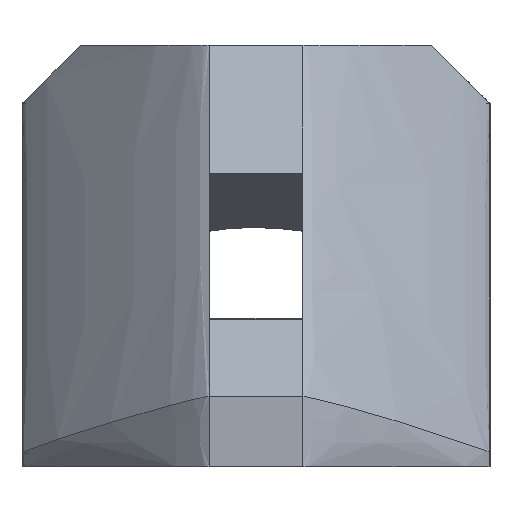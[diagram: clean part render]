
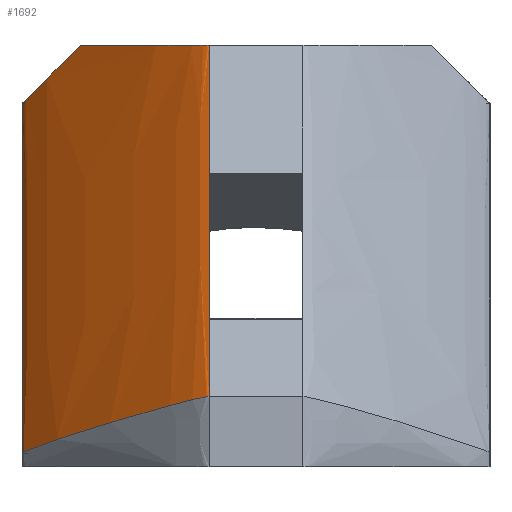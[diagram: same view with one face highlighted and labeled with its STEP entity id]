
A CAD part, left-side view. The second image highlights one B-rep face of the part: STEP entity #1692.
In plain terms, the highlighted free-form (B-spline) face has degree [3, 3] with [10, 4] control points.
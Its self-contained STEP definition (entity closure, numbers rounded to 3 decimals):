
#169=B_SPLINE_SURFACE_WITH_KNOTS('',3,3,((#3815,#3816,#3817,#3818),(#3819,
#3820,#3821,#3822),(#3823,#3824,#3825,#3826),(#3827,#3828,#3829,#3830),
(#3831,#3832,#3833,#3834),(#3835,#3836,#3837,#3838),(#3839,#3840,#3841,
#3842),(#3843,#3844,#3845,#3846),(#3847,#3848,#3849,#3850),(#3851,#3852,
#3853,#3854)),.UNSPECIFIED.,.F.,.F.,.F.,(4,1,1,1,1,1,1,4),(4,4),(0.,0.143,
0.286,0.429,0.571,0.714,
0.857,1.),(-3.977,0.295),
 .UNSPECIFIED.);
#243=FACE_OUTER_BOUND('',#369,.T.);
#369=EDGE_LOOP('',(#1414,#1415,#1416,#1417,#1418));
#428=B_SPLINE_CURVE_WITH_KNOTS('',3,(#2635,#2636,#2637,#2638,#2639,#2640,
#2641,#2642,#2643,#2644,#2645,#2646),.UNSPECIFIED.,.F.,.F.,(4,2,2,2,2,4),
(0.,0.006,0.023,0.097,0.684,
0.694),.UNSPECIFIED.);
#440=B_SPLINE_CURVE_WITH_KNOTS('',3,(#3598,#3599,#3600,#3601),
 .UNSPECIFIED.,.F.,.F.,(4,4),(-0.094,3.493),
 .UNSPECIFIED.);
#444=B_SPLINE_CURVE_WITH_KNOTS('',3,(#3720,#3721,#3722,#3723,#3724,#3725,
#3726,#3727,#3728,#3729,#3730,#3731),.UNSPECIFIED.,.F.,.F.,(4,2,2,2,2,4),
(-0.655,-0.231,-0.058,-0.021,
-0.007,0.),.UNSPECIFIED.);
#449=B_SPLINE_CURVE_WITH_KNOTS('',3,(#3855,#3856,#3857,#3858,#3859,#3860,
#3861,#3862,#3863,#3864,#3865,#3866,#3867,#3868,#3869,#3870,#3871,#3872,
#3873,#3874),.UNSPECIFIED.,.F.,.F.,(4,2,2,2,2,2,2,2,2,4),(0.,
0.,0.014,0.033,0.107,0.372,
0.962,1.06,1.078,1.084),
 .UNSPECIFIED.);
#462=LINE('',#2354,#583);
#583=VECTOR('',#1909,10.);
#713=VERTEX_POINT('',#2351);
#714=VERTEX_POINT('',#2353);
#757=VERTEX_POINT('',#2633);
#806=VERTEX_POINT('',#3585);
#808=VERTEX_POINT('',#3597);
#866=EDGE_CURVE('',#714,#713,#462,.F.);
#918=EDGE_CURVE('',#713,#757,#428,.T.);
#995=EDGE_CURVE('',#808,#806,#440,.T.);
#1040=EDGE_CURVE('',#757,#808,#444,.T.);
#1045=EDGE_CURVE('',#806,#714,#449,.T.);
#1414=ORIENTED_EDGE('',*,*,#866,.T.);
#1415=ORIENTED_EDGE('',*,*,#918,.T.);
#1416=ORIENTED_EDGE('',*,*,#1040,.T.);
#1417=ORIENTED_EDGE('',*,*,#995,.T.);
#1418=ORIENTED_EDGE('',*,*,#1045,.T.);
#1692=ADVANCED_FACE('',(#243),#169,.T.);
#1909=DIRECTION('',(-0.555,0.,-0.832));
#2351=CARTESIAN_POINT('',(-84.4,4.,4.));
#2353=CARTESIAN_POINT('',(-104.4,4.,-26.));
#2354=CARTESIAN_POINT('',(-88.853,4.,-2.679));
#2633=CARTESIAN_POINT('',(-72.381,15.,4.));
#2635=CARTESIAN_POINT('Ctrl Pts',(-84.4,4.,4.));
#2636=CARTESIAN_POINT('Ctrl Pts',(-84.4,4.02,4.));
#2637=CARTESIAN_POINT('Ctrl Pts',(-84.395,4.042,4.));
#2638=CARTESIAN_POINT('Ctrl Pts',(-84.373,4.115,4.));
#2639=CARTESIAN_POINT('Ctrl Pts',(-84.341,4.176,4.));
#2640=CARTESIAN_POINT('Ctrl Pts',(-84.162,4.476,4.));
#2641=CARTESIAN_POINT('Ctrl Pts',(-83.869,4.814,4.));
#2642=CARTESIAN_POINT('Ctrl Pts',(-81.831,7.061,4.));
#2643=CARTESIAN_POINT('Ctrl Pts',(-77.158,11.192,4.));
#2644=CARTESIAN_POINT('Ctrl Pts',(-72.534,14.878,4.));
#2645=CARTESIAN_POINT('Ctrl Pts',(-72.458,14.939,4.));
#2646=CARTESIAN_POINT('Ctrl Pts',(-72.381,15.,4.));
#3585=CARTESIAN_POINT('',(-88.4,20.,-30.844));
#3597=CARTESIAN_POINT('',(-68.504,20.,-1.));
#3598=CARTESIAN_POINT('Ctrl Pts',(-68.504,20.,-1.));
#3599=CARTESIAN_POINT('Ctrl Pts',(-75.136,20.,-10.948));
#3600=CARTESIAN_POINT('Ctrl Pts',(-81.768,20.,-20.896));
#3601=CARTESIAN_POINT('Ctrl Pts',(-88.4,20.,-30.844));
#3720=CARTESIAN_POINT('Ctrl Pts',(-72.381,15.,4.));
#3721=CARTESIAN_POINT('Ctrl Pts',(-71.726,16.107,2.893));
#3722=CARTESIAN_POINT('Ctrl Pts',(-70.954,17.328,1.672));
#3723=CARTESIAN_POINT('Ctrl Pts',(-69.903,18.742,0.258));
#3724=CARTESIAN_POINT('Ctrl Pts',(-69.407,19.377,-0.377));
#3725=CARTESIAN_POINT('Ctrl Pts',(-68.899,19.812,-0.812));
#3726=CARTESIAN_POINT('Ctrl Pts',(-68.795,19.892,-0.892));
#3727=CARTESIAN_POINT('Ctrl Pts',(-68.658,19.962,-0.962));
#3728=CARTESIAN_POINT('Ctrl Pts',(-68.616,19.98,-0.98));
#3729=CARTESIAN_POINT('Ctrl Pts',(-68.551,19.996,-0.996));
#3730=CARTESIAN_POINT('Ctrl Pts',(-68.527,20.,-1.));
#3731=CARTESIAN_POINT('Ctrl Pts',(-68.504,20.,-1.));
#3815=CARTESIAN_POINT('Ctrl Pts',(-91.087,20.,-34.875));
#3816=CARTESIAN_POINT('Ctrl Pts',(-83.188,20.,-23.026));
#3817=CARTESIAN_POINT('Ctrl Pts',(-75.289,20.,-11.177));
#3818=CARTESIAN_POINT('Ctrl Pts',(-67.389,20.,0.672));
#3819=CARTESIAN_POINT('Ctrl Pts',(-91.177,20.,-34.815));
#3820=CARTESIAN_POINT('Ctrl Pts',(-83.278,20.,-22.966));
#3821=CARTESIAN_POINT('Ctrl Pts',(-75.378,20.,-11.117));
#3822=CARTESIAN_POINT('Ctrl Pts',(-67.479,20.,0.732));
#3823=CARTESIAN_POINT('Ctrl Pts',(-91.555,19.788,-34.563));
#3824=CARTESIAN_POINT('Ctrl Pts',(-83.656,19.788,-22.714));
#3825=CARTESIAN_POINT('Ctrl Pts',(-75.757,19.788,-10.865));
#3826=CARTESIAN_POINT('Ctrl Pts',(-67.857,19.788,0.984));
#3827=CARTESIAN_POINT('Ctrl Pts',(-93.215,18.204,-33.457));
#3828=CARTESIAN_POINT('Ctrl Pts',(-85.316,18.204,-21.608));
#3829=CARTESIAN_POINT('Ctrl Pts',(-77.416,18.204,-9.759));
#3830=CARTESIAN_POINT('Ctrl Pts',(-69.517,18.204,2.09));
#3831=CARTESIAN_POINT('Ctrl Pts',(-96.311,14.791,-31.393));
#3832=CARTESIAN_POINT('Ctrl Pts',(-88.411,14.791,-19.544));
#3833=CARTESIAN_POINT('Ctrl Pts',(-80.512,14.791,-7.695));
#3834=CARTESIAN_POINT('Ctrl Pts',(-72.613,14.791,4.154));
#3835=CARTESIAN_POINT('Ctrl Pts',(-100.071,10.272,-28.886));
#3836=CARTESIAN_POINT('Ctrl Pts',(-92.171,10.272,-17.037));
#3837=CARTESIAN_POINT('Ctrl Pts',(-84.272,10.272,-5.188));
#3838=CARTESIAN_POINT('Ctrl Pts',(-76.373,10.272,6.661));
#3839=CARTESIAN_POINT('Ctrl Pts',(-102.902,6.561,-26.999));
#3840=CARTESIAN_POINT('Ctrl Pts',(-95.003,6.561,-15.15));
#3841=CARTESIAN_POINT('Ctrl Pts',(-87.103,6.561,-3.301));
#3842=CARTESIAN_POINT('Ctrl Pts',(-79.204,6.561,8.548));
#3843=CARTESIAN_POINT('Ctrl Pts',(-104.223,4.564,-26.118));
#3844=CARTESIAN_POINT('Ctrl Pts',(-96.324,4.564,-14.269));
#3845=CARTESIAN_POINT('Ctrl Pts',(-88.424,4.564,-2.42));
#3846=CARTESIAN_POINT('Ctrl Pts',(-80.525,4.564,9.429));
#3847=CARTESIAN_POINT('Ctrl Pts',(-104.4,4.108,-26.));
#3848=CARTESIAN_POINT('Ctrl Pts',(-96.501,4.108,-14.151));
#3849=CARTESIAN_POINT('Ctrl Pts',(-88.601,4.108,-2.302));
#3850=CARTESIAN_POINT('Ctrl Pts',(-80.702,4.108,9.547));
#3851=CARTESIAN_POINT('Ctrl Pts',(-104.4,4.,-26.));
#3852=CARTESIAN_POINT('Ctrl Pts',(-96.501,4.,-14.151));
#3853=CARTESIAN_POINT('Ctrl Pts',(-88.601,4.,-2.302));
#3854=CARTESIAN_POINT('Ctrl Pts',(-80.702,4.,9.547));
#3855=CARTESIAN_POINT('Ctrl Pts',(-88.4,20.,-30.844));
#3856=CARTESIAN_POINT('Ctrl Pts',(-88.401,20.,-30.844));
#3857=CARTESIAN_POINT('Ctrl Pts',(-88.401,20.,-30.844));
#3858=CARTESIAN_POINT('Ctrl Pts',(-88.445,20.,-30.831));
#3859=CARTESIAN_POINT('Ctrl Pts',(-88.501,19.982,-30.814));
#3860=CARTESIAN_POINT('Ctrl Pts',(-88.647,19.92,-30.77));
#3861=CARTESIAN_POINT('Ctrl Pts',(-88.745,19.864,-30.74));
#3862=CARTESIAN_POINT('Ctrl Pts',(-89.126,19.631,-30.625));
#3863=CARTESIAN_POINT('Ctrl Pts',(-89.5,19.347,-30.512));
#3864=CARTESIAN_POINT('Ctrl Pts',(-90.76,18.353,-30.13));
#3865=CARTESIAN_POINT('Ctrl Pts',(-92.151,17.122,-29.709));
#3866=CARTESIAN_POINT('Ctrl Pts',(-97.353,12.223,-28.134));
#3867=CARTESIAN_POINT('Ctrl Pts',(-101.349,8.059,-26.924));
#3868=CARTESIAN_POINT('Ctrl Pts',(-103.6,5.293,-26.242));
#3869=CARTESIAN_POINT('Ctrl Pts',(-104.073,4.691,-26.099));
#3870=CARTESIAN_POINT('Ctrl Pts',(-104.328,4.226,-26.022));
#3871=CARTESIAN_POINT('Ctrl Pts',(-104.369,4.142,-26.009));
#3872=CARTESIAN_POINT('Ctrl Pts',(-104.395,4.05,-26.002));
#3873=CARTESIAN_POINT('Ctrl Pts',(-104.4,4.024,-26.));
#3874=CARTESIAN_POINT('Ctrl Pts',(-104.4,4.,-26.));
